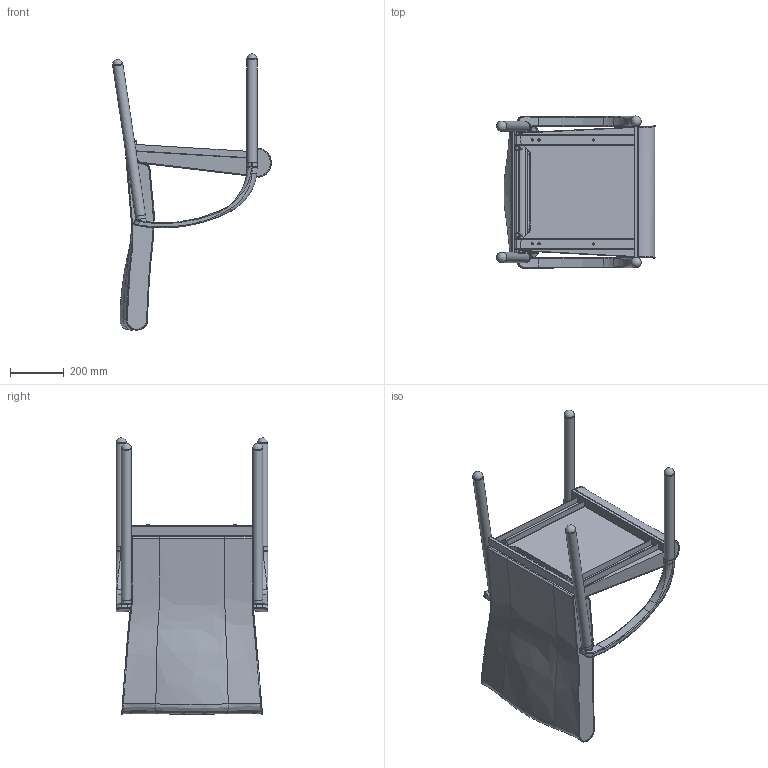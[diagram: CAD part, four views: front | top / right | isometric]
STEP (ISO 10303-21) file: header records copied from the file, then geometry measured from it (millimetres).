
FILE_DESCRIPTION((''),'2;1');
FILE_NAME('LF14AHB.stp','2011-04-07T13:10:04',('jkibby'),(''),'Autodesk Inventor 2010','Autodesk Inventor 2010','');
FILE_SCHEMA(('AUTOMOTIVE_DESIGN { 1 0 10303 214 1 1 1 1 }'));
Length unit declared in the file: inch
Products named in the file (15): LF12AHB; FRONT LEG ASM; FRONT LEG; FRONT CROSS MBR; REAR LEG ASM; REAR LEG; REAR LEG_1; REAR CROSS MBR; BACK TUBES; SEAT RAIL; LEFT ARM; RIGHT ARM; GLIDE; LF12H BACK-2; LF14 SEAT
Assembly tree (20 placements, depth 3):
  LF12AHB
    FRONT LEG ASM
      FRONT LEG  x2
      FRONT CROSS MBR
    REAR LEG ASM
      REAR LEG
      REAR LEG_1
      REAR CROSS MBR
      BACK TUBES  x2
    SEAT RAIL  x2
    LEFT ARM
    RIGHT ARM
    GLIDE  x4
    LF12H BACK-2
    LF14 SEAT
Bounding box: 591.46 x 566 x 1029.48 mm (x, y, z)
Volume: 37998260.9 mm3; surface area: 2334898.6 mm2
Topology: 18 solids, 18 shells, 387 faces, 897 edges, 542 vertices
Faces by surface type: bspline 204, plane 92, cylinder 83, sphere 6, cone 2
Full cylindrical faces by diameter (mm): 3.175 x2, 7.938 x6, 14.63 x2, 19.05 x2, 34.925 x6, 35.052 x2, 37.694 x2, 38.1 x4
Entity records: 27253 total; most frequent: CARTESIAN_POINT 19865, ORIENTED_EDGE 1598, DIRECTION 1099, EDGE_CURVE 799, VERTEX_POINT 490, AXIS2_PLACEMENT_3D 440, EDGE_LOOP 395, FACE_OUTER_BOUND 353
